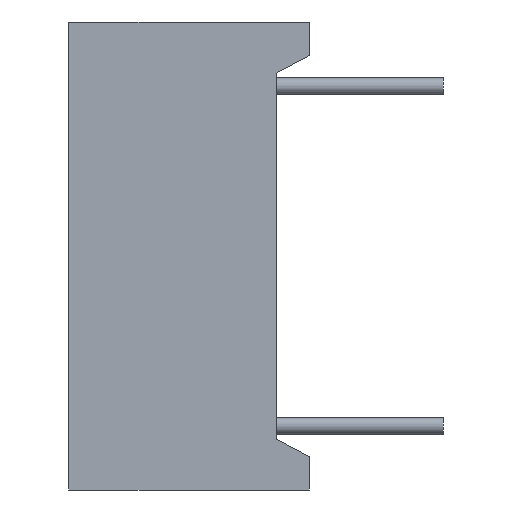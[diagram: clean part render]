
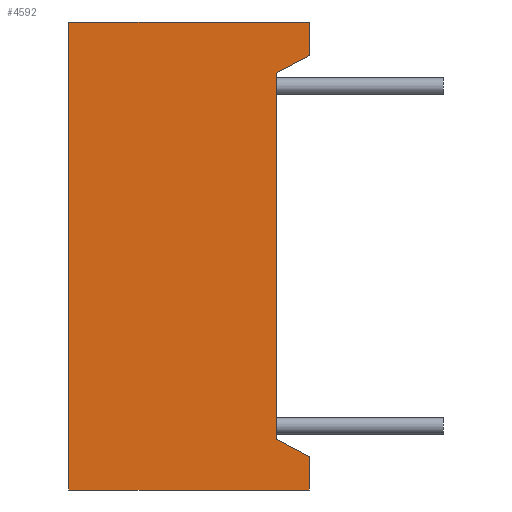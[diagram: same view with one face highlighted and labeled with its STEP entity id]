
A CAD part, left-side view. The second image highlights one B-rep face of the part: STEP entity #4592.
In plain terms, the highlighted planar face has unit normal (-1, 0, 0).
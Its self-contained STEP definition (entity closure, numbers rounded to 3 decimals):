
#2704 = LINE ( 'NONE', #2705, #16702 ) ;
#2705 = CARTESIAN_POINT ( 'NONE',  ( -11.25, -7.2, 7. ) ) ;
#2706 = DIRECTION ( 'NONE',  ( 0., 1., 0. ) ) ;
#3384 = LINE ( 'NONE', #3385, #4240 ) ;
#3385 = CARTESIAN_POINT ( 'NONE',  ( -11.25, -7.2, -7. ) ) ;
#3386 = DIRECTION ( 'NONE',  ( 0., 0., 1. ) ) ;
#3495 = LINE ( 'NONE', #3496, #4287 ) ;
#3496 = CARTESIAN_POINT ( 'NONE',  ( -11.25, -7.2, -7. ) ) ;
#3497 = DIRECTION ( 'NONE',  ( 0., 0., 1. ) ) ;
#3733 = LINE ( 'NONE', #3734, #4430 ) ;
#3734 = CARTESIAN_POINT ( 'NONE',  ( -11.25, -7.2, -7. ) ) ;
#3735 = DIRECTION ( 'NONE',  ( 0., 1., 0. ) ) ;
#3736 = LINE ( 'NONE', #3737, #4433 ) ;
#3737 = CARTESIAN_POINT ( 'NONE',  ( -11.25, -7.2, -6.006 ) ) ;
#3738 = DIRECTION ( 'NONE',  ( 0., 0.885, 0.466 ) ) ;
#3775 = LINE ( 'NONE', #3776, #4469 ) ;
#3776 = CARTESIAN_POINT ( 'NONE',  ( -11.25, -7.2, 6. ) ) ;
#3777 = DIRECTION ( 'NONE',  ( 0., -0.885, 0.466 ) ) ;
#3781 = LINE ( 'NONE', #3782, #4475 ) ;
#3782 = CARTESIAN_POINT ( 'NONE',  ( -11.25, -6.2, 5.474 ) ) ;
#3783 = DIRECTION ( 'NONE',  ( 0., 0., 1. ) ) ;
#3899 = CARTESIAN_POINT ( 'NONE',  ( -11.25, -6.2, 5.474 ) ) ;
#4075 = CARTESIAN_POINT ( 'NONE',  ( -11.25, -6.2, -5.48 ) ) ;
#4240 = VECTOR ( 'NONE', #3386, 1000. ) ;
#4287 = VECTOR ( 'NONE', #3497, 1000. ) ;
#4430 = VECTOR ( 'NONE', #3735, 1000. ) ;
#4433 = VECTOR ( 'NONE', #3738, 1000. ) ;
#4469 = VECTOR ( 'NONE', #3777, 1000. ) ;
#4475 = VECTOR ( 'NONE', #3783, 1000. ) ;
#4592 = ADVANCED_FACE ( 'NONE', ( #5942 ), #11757, .T. ) ;
#5236 = VECTOR ( 'NONE', #12856, 1000. ) ;
#5490 = EDGE_CURVE ( 'NONE', #6848, #6662, #12854, .T. ) ;
#5942 = FACE_OUTER_BOUND ( 'NONE', #7760, .T. ) ;
#6012 = AXIS2_PLACEMENT_3D ( 'NONE', #11758, #11759, #11760 ) ;
#6662 = VERTEX_POINT ( 'NONE', #15138 ) ;
#6663 = VERTEX_POINT ( 'NONE', #15139 ) ;
#6784 = VERTEX_POINT ( 'NONE', #15262 ) ;
#6792 = VERTEX_POINT ( 'NONE', #15270 ) ;
#6793 = VERTEX_POINT ( 'NONE', #15271 ) ;
#6848 = VERTEX_POINT ( 'NONE', #15326 ) ;
#7760 = EDGE_LOOP ( 'NONE', ( #10048, #10034, #10049, #10050, #10035, #10036, #10037, #10057 ) ) ;
#8862 = EDGE_CURVE ( 'NONE', #6663, #6662, #2704, .T. ) ;
#9006 = EDGE_CURVE ( 'NONE', #6793, #6792, #3384, .T. ) ;
#9027 = EDGE_CURVE ( 'NONE', #6784, #6663, #3495, .T. ) ;
#9085 = EDGE_CURVE ( 'NONE', #6793, #6848, #3733, .T. ) ;
#9086 = EDGE_CURVE ( 'NONE', #6792, #9828, #3736, .T. ) ;
#9099 = EDGE_CURVE ( 'NONE', #9652, #6784, #3775, .T. ) ;
#9101 = EDGE_CURVE ( 'NONE', #9828, #9652, #3781, .T. ) ;
#9652 = VERTEX_POINT ( 'NONE', #3899 ) ;
#9828 = VERTEX_POINT ( 'NONE', #4075 ) ;
#10034 = ORIENTED_EDGE ( 'NONE', *, *, #9027, .T. ) ;
#10035 = ORIENTED_EDGE ( 'NONE', *, *, #9085, .F. ) ;
#10036 = ORIENTED_EDGE ( 'NONE', *, *, #9006, .T. ) ;
#10037 = ORIENTED_EDGE ( 'NONE', *, *, #9086, .T. ) ;
#10048 = ORIENTED_EDGE ( 'NONE', *, *, #9099, .T. ) ;
#10049 = ORIENTED_EDGE ( 'NONE', *, *, #8862, .T. ) ;
#10050 = ORIENTED_EDGE ( 'NONE', *, *, #5490, .F. ) ;
#10057 = ORIENTED_EDGE ( 'NONE', *, *, #9101, .T. ) ;
#11757 = PLANE ( 'NONE',  #6012 ) ;
#11758 = CARTESIAN_POINT ( 'NONE',  ( -11.25, -7.2, -7. ) ) ;
#11759 = DIRECTION ( 'NONE',  ( -1., 0., 0. ) ) ;
#11760 = DIRECTION ( 'NONE',  ( 0., 0., 1. ) ) ;
#12854 = LINE ( 'NONE', #12855, #5236 ) ;
#12855 = CARTESIAN_POINT ( 'NONE',  ( -11.25, 0., -7. ) ) ;
#12856 = DIRECTION ( 'NONE',  ( 0., 0., 1. ) ) ;
#15138 = CARTESIAN_POINT ( 'NONE',  ( -11.25, 0., 7. ) ) ;
#15139 = CARTESIAN_POINT ( 'NONE',  ( -11.25, -7.2, 7. ) ) ;
#15262 = CARTESIAN_POINT ( 'NONE',  ( -11.25, -7.2, 6. ) ) ;
#15270 = CARTESIAN_POINT ( 'NONE',  ( -11.25, -7.2, -6.006 ) ) ;
#15271 = CARTESIAN_POINT ( 'NONE',  ( -11.25, -7.2, -7. ) ) ;
#15326 = CARTESIAN_POINT ( 'NONE',  ( -11.25, 0., -7. ) ) ;
#16702 = VECTOR ( 'NONE', #2706, 1000. ) ;
